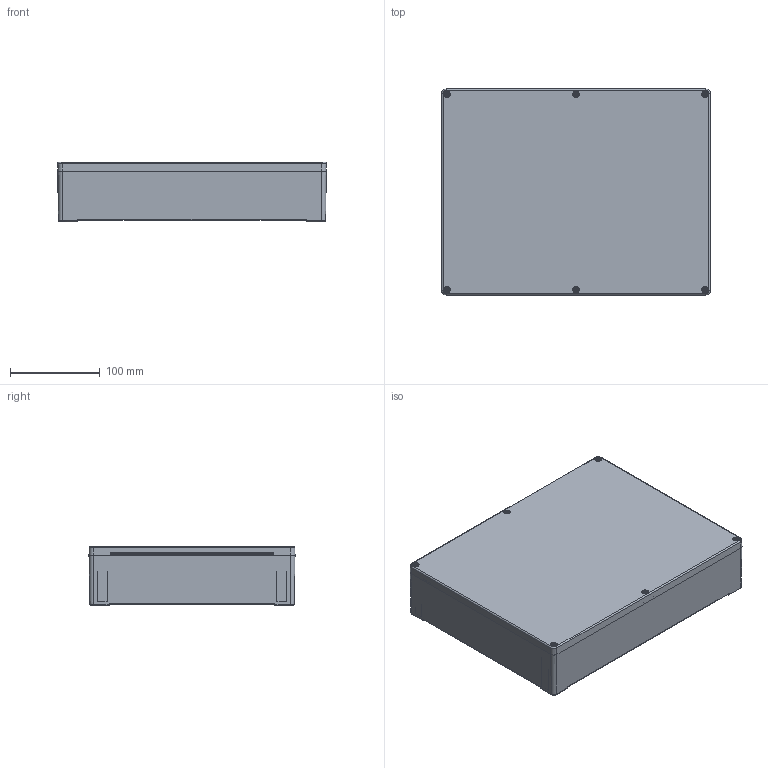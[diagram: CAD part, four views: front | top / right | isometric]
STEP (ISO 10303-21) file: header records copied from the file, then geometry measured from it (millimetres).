
FILE_DESCRIPTION((''),'2;1');
FILE_NAME('0302107800-MBM_302365-K_VE.stp','2015-09-25T10:16:52',('robin.rentz'),(''),'Autodesk Inventor 2012','Autodesk Inventor 2012','');
FILE_SCHEMA(('AUTOMOTIVE_DESIGN { 1 2 10303 214 0 1 1 1 }'));
Length unit declared in the file: millimetre
Products named in the file (6): 0302107800-MBM_302365-K_VE; 0301107802-UT_302355_VE; 0302107801-OT_302310-K_VE; 1990000007 M4 Gewindebuchse; 1990000044 Schraube BM 4x18; xxx-O-Ring--OT--MBM-MBT_302310
Assembly tree (15 placements, depth 2):
  0302107800-MBM_302365-K_VE
    0301107802-UT_302355_VE
    0302107801-OT_302310-K_VE
    1990000007 M4 Gewindebuchse  x6
    1990000044 Schraube BM 4x18  x6
    xxx-O-Ring--OT--MBM-MBT_302310
Bounding box: 300 x 230 x 66.53 mm (x, y, z)
Volume: 652510.4 mm3; surface area: 444222.8 mm2
Topology: 15 solids, 15 shells, 2285 faces, 5512 edges, 3318 vertices
Faces by surface type: plane 899, cylinder 618, cone 550, torus 200, bspline 12, sphere 6
Full cylindrical faces by diameter (mm): 3.242 x6, 3.3 x6, 4 x6, 4.4 x6, 4.5 x16, 5.1 x6, 7 x6, 7.2 x6, 7.4 x6, 7.5 x4, 8 x6
Entity records: 30412 total; most frequent: CARTESIAN_POINT 6152, DIRECTION 5422, ORIENTED_EDGE 4732, EDGE_CURVE 2366, AXIS2_PLACEMENT_3D 2204, VERTEX_POINT 1490, EDGE_LOOP 1240, CIRCLE 1126
